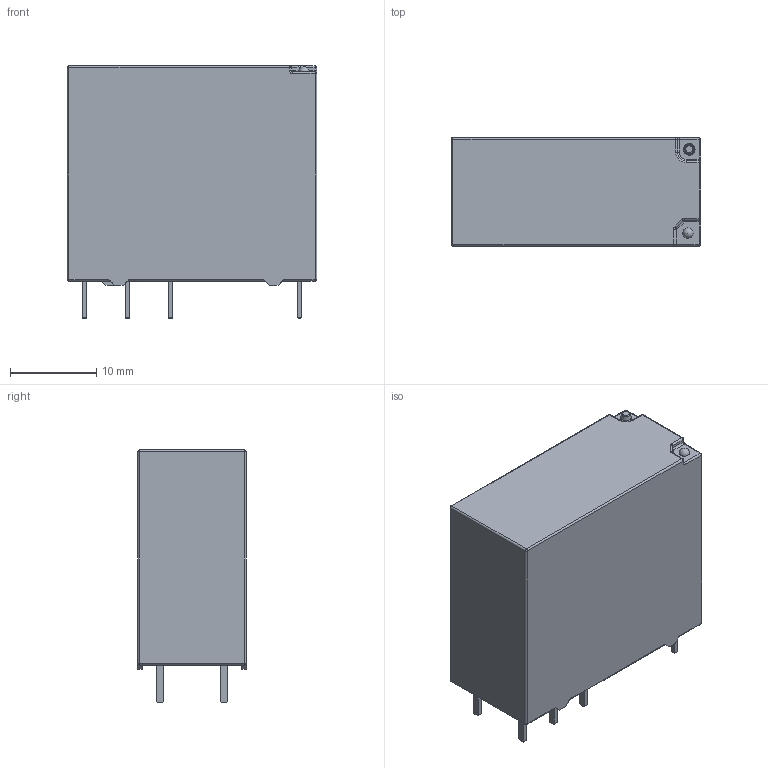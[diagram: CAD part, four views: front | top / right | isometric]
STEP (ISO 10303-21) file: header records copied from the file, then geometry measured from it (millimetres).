
FILE_DESCRIPTION(/* description */ (''),/* implementation_level */ '2;1');
FILE_NAME(/* name */ 'HFA2[3].stp',/* time_stamp */ '2018-01-17T17:01:26+08:00',/* author */ (''),/* organization */ (''),/* preprocessor_version */ 'ST-DEVELOPER v15',/* originating_system */ 'SIEMENS PLM Software NX 8.5',/* authorisation */ '');
FILE_SCHEMA (('CONFIG_CONTROL_DESIGN'));
Length unit declared in the file: millimetre
Products named in the file (1): HFA2-2Z
Bounding box: 29 x 12.6 x 29.3 mm (x, y, z)
Volume: 9136.9 mm3; surface area: 2885.3 mm2
Topology: 9 solids, 9 shells, 161 faces, 374 edges, 218 vertices
Faces by surface type: plane 98, cylinder 37, sphere 15, torus 10, cone 1
Entity records: 4394 total; most frequent: DIRECTION 764, CARTESIAN_POINT 730, ORIENTED_EDGE 706, EDGE_CURVE 353, LINE 266, VECTOR 266, AXIS2_PLACEMENT_3D 249, VERTEX_POINT 215
